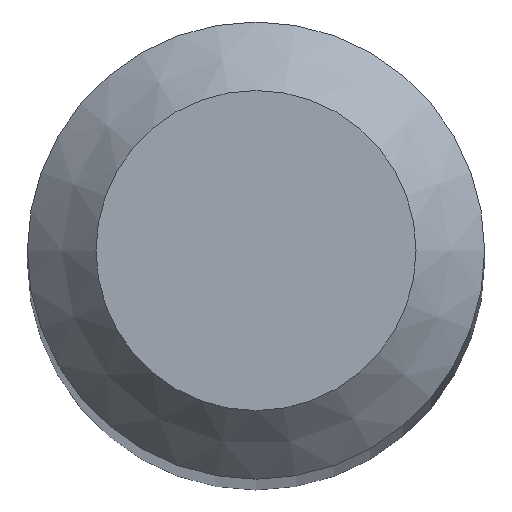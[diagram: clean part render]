
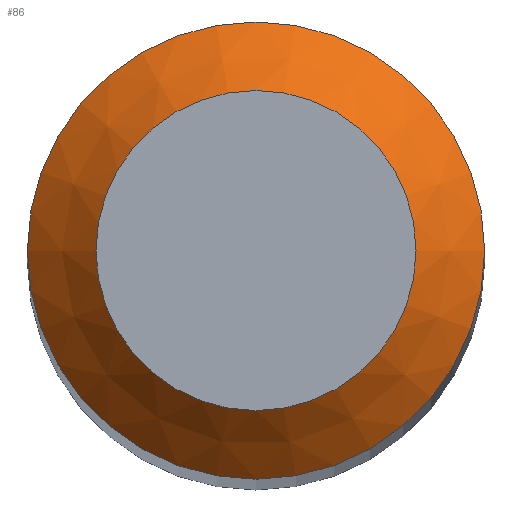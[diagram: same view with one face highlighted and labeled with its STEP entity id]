
A CAD part, top view. The second image highlights one B-rep face of the part: STEP entity #86.
In plain terms, the highlighted conical face has half-angle 44.999 degrees and reference radius 1 mm.
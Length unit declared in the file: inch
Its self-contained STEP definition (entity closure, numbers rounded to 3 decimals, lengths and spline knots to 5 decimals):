
#17=CONICAL_SURFACE('',#115,0.03937,0.785);
#20=FACE_OUTER_BOUND('',#25,.T.);
#25=EDGE_LOOP('',(#68,#69,#70,#71,#72,#73));
#30=LINE('',#167,#33);
#33=VECTOR('',#138,0.03937);
#35=CIRCLE('',#111,0.03937);
#38=CIRCLE('',#114,0.03937);
#39=CIRCLE('',#116,0.02756);
#40=CIRCLE('',#117,0.02756);
#43=VERTEX_POINT('',#156);
#44=VERTEX_POINT('',#157);
#47=VERTEX_POINT('',#166);
#48=VERTEX_POINT('',#168);
#51=EDGE_CURVE('',#43,#44,#35,.T.);
#55=EDGE_CURVE('',#44,#43,#38,.T.);
#56=EDGE_CURVE('',#43,#47,#30,.T.);
#57=EDGE_CURVE('',#47,#48,#39,.T.);
#58=EDGE_CURVE('',#48,#47,#40,.T.);
#68=ORIENTED_EDGE('',*,*,#51,.F.);
#69=ORIENTED_EDGE('',*,*,#56,.T.);
#70=ORIENTED_EDGE('',*,*,#57,.T.);
#71=ORIENTED_EDGE('',*,*,#58,.T.);
#72=ORIENTED_EDGE('',*,*,#56,.F.);
#73=ORIENTED_EDGE('',*,*,#55,.F.);
#86=ADVANCED_FACE('',(#20),#17,.T.);
#111=AXIS2_PLACEMENT_3D('',#158,#127,#128);
#114=AXIS2_PLACEMENT_3D('',#164,#134,#135);
#115=AXIS2_PLACEMENT_3D('',#165,#136,#137);
#116=AXIS2_PLACEMENT_3D('',#169,#139,#140);
#117=AXIS2_PLACEMENT_3D('',#170,#141,#142);
#127=DIRECTION('center_axis',(0.,0.,-1.));
#128=DIRECTION('ref_axis',(-1.,0.,0.));
#134=DIRECTION('center_axis',(0.,0.,-1.));
#135=DIRECTION('ref_axis',(-1.,0.,0.));
#136=DIRECTION('center_axis',(0.,0.,-1.));
#137=DIRECTION('ref_axis',(-1.,0.,0.));
#138=DIRECTION('',(-0.707,0.,0.707));
#139=DIRECTION('center_axis',(0.,0.,-1.));
#140=DIRECTION('ref_axis',(1.,0.,0.));
#141=DIRECTION('center_axis',(0.,0.,-1.));
#142=DIRECTION('ref_axis',(1.,0.,0.));
#156=CARTESIAN_POINT('',(0.03937,0.,0.52953));
#157=CARTESIAN_POINT('',(-0.03937,0.,0.52953));
#158=CARTESIAN_POINT('Origin',(0.,0.,0.52953));
#164=CARTESIAN_POINT('Origin',(0.,0.,0.52953));
#165=CARTESIAN_POINT('Origin',(0.,0.,0.52953));
#166=CARTESIAN_POINT('',(0.02756,0.,0.54134));
#167=CARTESIAN_POINT('',(0.03937,0.,0.52953));
#168=CARTESIAN_POINT('',(-0.02756,0.,0.54134));
#169=CARTESIAN_POINT('Origin',(0.,0.,0.54134));
#170=CARTESIAN_POINT('Origin',(0.,0.,0.54134));
